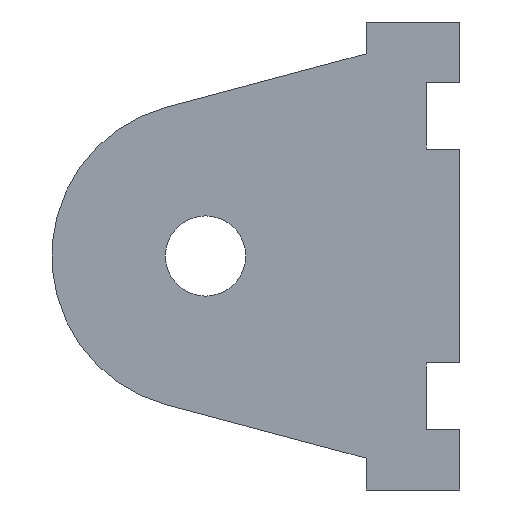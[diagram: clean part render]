
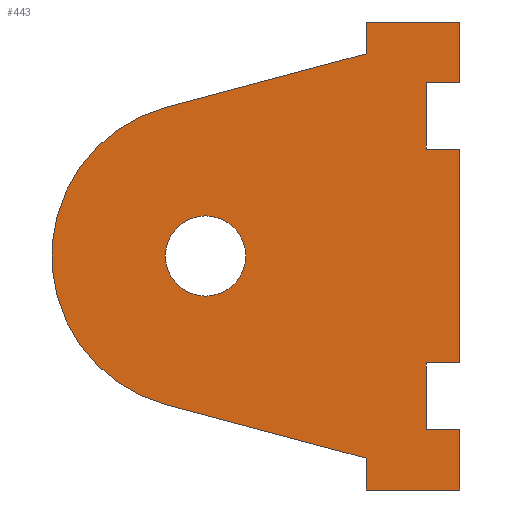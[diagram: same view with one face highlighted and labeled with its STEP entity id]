
A CAD part, front view. The second image highlights one B-rep face of the part: STEP entity #443.
In plain terms, the highlighted planar face has unit normal (0, -1, 0).
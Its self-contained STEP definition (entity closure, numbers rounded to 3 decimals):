
#2=DIRECTION('',(0.,0.,1.));
#3=VECTOR('',#2,11.895);
#4=CARTESIAN_POINT('',(60.,-200.,-87.5));
#5=LINE('',#4,#3);
#6=DIRECTION('',(0.966,0.,-0.259));
#7=VECTOR('',#6,77.524);
#8=CARTESIAN_POINT('',(-14.882,-200.,-55.541));
#9=LINE('',#8,#7);
#10=CARTESIAN_POINT('',(0.,-200.,0.));
#11=DIRECTION('',(0.,-1.,0.));
#12=DIRECTION('',(-0.259,0.,0.966));
#13=AXIS2_PLACEMENT_3D('',#10,#11,#12);
#15=DIRECTION('',(-0.966,0.,-0.259));
#16=VECTOR('',#15,77.524);
#17=CARTESIAN_POINT('',(60.,-200.,75.605));
#18=LINE('',#17,#16);
#19=DIRECTION('',(0.,0.,1.));
#20=VECTOR('',#19,11.895);
#21=CARTESIAN_POINT('',(60.,-200.,75.605));
#22=LINE('',#21,#20);
#23=DIRECTION('',(1.,0.,0.));
#24=VECTOR('',#23,35.);
#25=CARTESIAN_POINT('',(60.,-200.,87.5));
#26=LINE('',#25,#24);
#27=DIRECTION('',(0.,0.,-1.));
#28=VECTOR('',#27,22.5);
#29=CARTESIAN_POINT('',(95.,-200.,87.5));
#30=LINE('',#29,#28);
#31=DIRECTION('',(-1.,0.,0.));
#32=VECTOR('',#31,12.5);
#33=CARTESIAN_POINT('',(95.,-200.,65.));
#34=LINE('',#33,#32);
#35=DIRECTION('',(0.,0.,1.));
#36=VECTOR('',#35,25.);
#37=CARTESIAN_POINT('',(82.5,-200.,40.));
#38=LINE('',#37,#36);
#39=DIRECTION('',(-1.,0.,0.));
#40=VECTOR('',#39,12.5);
#41=CARTESIAN_POINT('',(95.,-200.,40.));
#42=LINE('',#41,#40);
#43=DIRECTION('',(0.,0.,-1.));
#44=VECTOR('',#43,80.);
#45=CARTESIAN_POINT('',(95.,-200.,40.));
#46=LINE('',#45,#44);
#47=DIRECTION('',(-1.,0.,0.));
#48=VECTOR('',#47,12.5);
#49=CARTESIAN_POINT('',(95.,-200.,-40.));
#50=LINE('',#49,#48);
#51=DIRECTION('',(0.,0.,-1.));
#52=VECTOR('',#51,25.);
#53=CARTESIAN_POINT('',(82.5,-200.,-40.));
#54=LINE('',#53,#52);
#55=DIRECTION('',(-1.,0.,0.));
#56=VECTOR('',#55,12.5);
#57=CARTESIAN_POINT('',(95.,-200.,-65.));
#58=LINE('',#57,#56);
#59=DIRECTION('',(0.,0.,-1.));
#60=VECTOR('',#59,22.5);
#61=CARTESIAN_POINT('',(95.,-200.,-65.));
#62=LINE('',#61,#60);
#63=DIRECTION('',(-1.,0.,0.));
#64=VECTOR('',#63,35.);
#65=CARTESIAN_POINT('',(95.,-200.,-87.5));
#66=LINE('',#65,#64);
#67=CARTESIAN_POINT('',(0.,-200.,0.));
#68=DIRECTION('',(0.,-1.,0.));
#69=DIRECTION('',(1.,0.,0.));
#70=AXIS2_PLACEMENT_3D('',#67,#68,#69);
#72=CARTESIAN_POINT('',(0.,-200.,0.));
#73=DIRECTION('',(0.,-1.,0.));
#74=DIRECTION('',(-1.,0.,0.));
#75=AXIS2_PLACEMENT_3D('',#72,#73,#74);
#302=CARTESIAN_POINT('',(95.,-200.,-87.5));
#303=CARTESIAN_POINT('',(60.,-200.,-87.5));
#304=VERTEX_POINT('',#302);
#305=VERTEX_POINT('',#303);
#306=CARTESIAN_POINT('',(60.,-200.,87.5));
#307=CARTESIAN_POINT('',(95.,-200.,87.5));
#308=VERTEX_POINT('',#306);
#309=VERTEX_POINT('',#307);
#318=CARTESIAN_POINT('',(95.,-200.,40.));
#319=CARTESIAN_POINT('',(82.5,-200.,40.));
#320=VERTEX_POINT('',#318);
#321=VERTEX_POINT('',#319);
#322=CARTESIAN_POINT('',(82.5,-200.,65.));
#323=VERTEX_POINT('',#322);
#324=CARTESIAN_POINT('',(95.,-200.,65.));
#325=VERTEX_POINT('',#324);
#334=CARTESIAN_POINT('',(82.5,-200.,-40.));
#336=VERTEX_POINT('',#334);
#338=CARTESIAN_POINT('',(82.5,-200.,-65.));
#340=VERTEX_POINT('',#338);
#342=CARTESIAN_POINT('',(95.,-200.,-40.));
#343=VERTEX_POINT('',#342);
#344=CARTESIAN_POINT('',(95.,-200.,-65.));
#345=VERTEX_POINT('',#344);
#366=CARTESIAN_POINT('',(-14.882,-200.,55.541));
#367=CARTESIAN_POINT('',(-14.882,-200.,-55.541));
#368=VERTEX_POINT('',#366);
#369=VERTEX_POINT('',#367);
#378=CARTESIAN_POINT('',(60.,-200.,-75.605));
#379=VERTEX_POINT('',#378);
#380=CARTESIAN_POINT('',(60.,-200.,75.605));
#381=VERTEX_POINT('',#380);
#382=CARTESIAN_POINT('',(15.,-200.,0.));
#383=CARTESIAN_POINT('',(-15.,-200.,0.));
#384=VERTEX_POINT('',#382);
#385=VERTEX_POINT('',#383);
#398=CARTESIAN_POINT('',(-390.,-200.,-100.));
#399=DIRECTION('',(0.,1.,0.));
#400=DIRECTION('',(-1.,0.,0.));
#401=AXIS2_PLACEMENT_3D('',#398,#399,#400);
#402=PLANE('',#401);
#404=ORIENTED_EDGE('',*,*,#403,.T.);
#406=ORIENTED_EDGE('',*,*,#405,.F.);
#408=ORIENTED_EDGE('',*,*,#407,.F.);
#410=ORIENTED_EDGE('',*,*,#409,.F.);
#412=ORIENTED_EDGE('',*,*,#411,.T.);
#414=ORIENTED_EDGE('',*,*,#413,.T.);
#416=ORIENTED_EDGE('',*,*,#415,.T.);
#418=ORIENTED_EDGE('',*,*,#417,.T.);
#420=ORIENTED_EDGE('',*,*,#419,.F.);
#422=ORIENTED_EDGE('',*,*,#421,.F.);
#424=ORIENTED_EDGE('',*,*,#423,.T.);
#426=ORIENTED_EDGE('',*,*,#425,.T.);
#428=ORIENTED_EDGE('',*,*,#427,.T.);
#430=ORIENTED_EDGE('',*,*,#429,.F.);
#432=ORIENTED_EDGE('',*,*,#431,.T.);
#434=ORIENTED_EDGE('',*,*,#433,.T.);
#435=EDGE_LOOP('',(#404,#406,#408,#410,#412,#414,#416,#418,#420,#422,#424,#426,
#428,#430,#432,#434));
#436=FACE_OUTER_BOUND('',#435,.F.);
#438=ORIENTED_EDGE('',*,*,#437,.T.);
#440=ORIENTED_EDGE('',*,*,#439,.T.);
#441=EDGE_LOOP('',(#438,#440));
#442=FACE_BOUND('',#441,.F.);
#443=ADVANCED_FACE('',(#436,#442),#402,.F.);
#14=CIRCLE('',#13,57.5);
#71=CIRCLE('',#70,15.);
#76=CIRCLE('',#75,15.);
#403=EDGE_CURVE('',#305,#379,#5,.T.);
#405=EDGE_CURVE('',#369,#379,#9,.T.);
#407=EDGE_CURVE('',#368,#369,#14,.T.);
#409=EDGE_CURVE('',#381,#368,#18,.T.);
#411=EDGE_CURVE('',#381,#308,#22,.T.);
#413=EDGE_CURVE('',#308,#309,#26,.T.);
#415=EDGE_CURVE('',#309,#325,#30,.T.);
#417=EDGE_CURVE('',#325,#323,#34,.T.);
#419=EDGE_CURVE('',#321,#323,#38,.T.);
#421=EDGE_CURVE('',#320,#321,#42,.T.);
#423=EDGE_CURVE('',#320,#343,#46,.T.);
#425=EDGE_CURVE('',#343,#336,#50,.T.);
#427=EDGE_CURVE('',#336,#340,#54,.T.);
#429=EDGE_CURVE('',#345,#340,#58,.T.);
#431=EDGE_CURVE('',#345,#304,#62,.T.);
#433=EDGE_CURVE('',#304,#305,#66,.T.);
#437=EDGE_CURVE('',#384,#385,#71,.T.);
#439=EDGE_CURVE('',#385,#384,#76,.T.);
